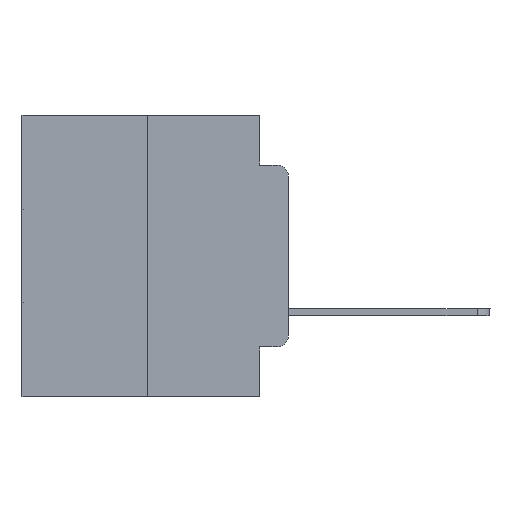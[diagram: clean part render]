
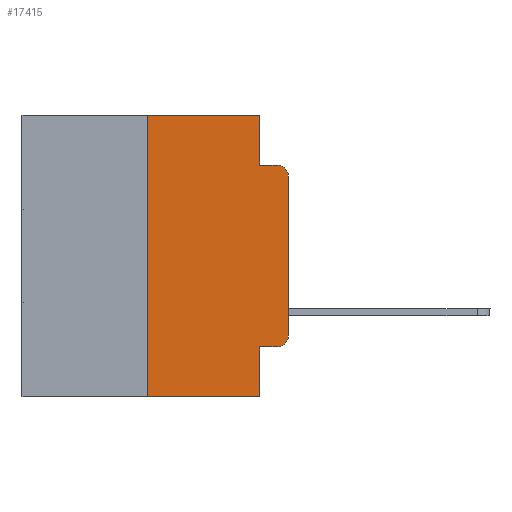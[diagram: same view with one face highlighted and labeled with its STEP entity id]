
A CAD part, left-side view. The second image highlights one B-rep face of the part: STEP entity #17415.
In plain terms, the highlighted planar face has unit normal (-1, 0, 0).
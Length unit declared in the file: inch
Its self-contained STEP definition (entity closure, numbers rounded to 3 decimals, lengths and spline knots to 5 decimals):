
#10 = EDGE_CURVE ( 'NONE', #3122, #16977, #24321, .T. ) ;
#111 = CARTESIAN_POINT ( 'NONE',  ( 0., 0.25, 0. ) ) ;
#579 = EDGE_CURVE ( 'NONE', #11451, #12007, #15119, .T. ) ;
#1039 = VECTOR ( 'NONE', #9337, 39.37008 ) ;
#1061 = CARTESIAN_POINT ( 'NONE',  ( 0., 0., -0.3915 ) ) ;
#1675 = CARTESIAN_POINT ( 'NONE',  ( 0., 0.473, 0. ) ) ;
#1918 = ORIENTED_EDGE ( 'NONE', *, *, #9451, .T. ) ;
#2709 = VECTOR ( 'NONE', #10586, 39.37008 ) ;
#2846 = CARTESIAN_POINT ( 'NONE',  ( 0., 0.02, -0.3915 ) ) ;
#3122 = VERTEX_POINT ( 'NONE', #5145 ) ;
#3366 = LINE ( 'NONE', #17111, #2709 ) ;
#3533 = CARTESIAN_POINT ( 'NONE',  ( 0., 0.25, 0. ) ) ;
#3793 = DIRECTION ( 'NONE',  ( 0., 0., -1. ) ) ;
#4400 = CARTESIAN_POINT ( 'NONE',  ( 0., 0.02, -0.0885 ) ) ;
#4492 = DIRECTION ( 'NONE',  ( 0., -1., 0. ) ) ;
#5145 = CARTESIAN_POINT ( 'NONE',  ( 0., 0.25, -0.5 ) ) ;
#5423 = EDGE_CURVE ( 'NONE', #3122, #12404, #3366, .T. ) ;
#6407 = CARTESIAN_POINT ( 'NONE',  ( 0., 0., -0.1085 ) ) ;
#6529 = FACE_OUTER_BOUND ( 'NONE', #9960, .T. ) ;
#6758 = DIRECTION ( 'NONE',  ( 0., -1., 0. ) ) ;
#6874 = CARTESIAN_POINT ( 'NONE',  ( 0., 0.02, -0.4115 ) ) ;
#7089 = AXIS2_PLACEMENT_3D ( 'NONE', #2846, #21854, #21501 ) ;
#7170 = EDGE_CURVE ( 'NONE', #24098, #12007, #15354, .T. ) ;
#7648 = DIRECTION ( 'NONE',  ( 0., 0., 1. ) ) ;
#7741 = VECTOR ( 'NONE', #11437, 39.37008 ) ;
#8464 = AXIS2_PLACEMENT_3D ( 'NONE', #1675, #16373, #3793 ) ;
#8484 = CARTESIAN_POINT ( 'NONE',  ( 0., 0.051, -0.5 ) ) ;
#8883 = DIRECTION ( 'NONE',  ( 0., -1., 0. ) ) ;
#8891 = ORIENTED_EDGE ( 'NONE', *, *, #5423, .T. ) ;
#9337 = DIRECTION ( 'NONE',  ( 0., 0., 1. ) ) ;
#9451 = EDGE_CURVE ( 'NONE', #17475, #25713, #10243, .T. ) ;
#9476 = VECTOR ( 'NONE', #4492, 39.37008 ) ;
#9919 = ORIENTED_EDGE ( 'NONE', *, *, #7170, .T. ) ;
#9960 = EDGE_LOOP ( 'NONE', ( #19618, #9919, #12122, #16318, #22588, #20144, #8891, #12430, #26347, #1918 ) ) ;
#10005 = VECTOR ( 'NONE', #18744, 39.37008 ) ;
#10243 = CIRCLE ( 'NONE', #7089, 0.02 ) ;
#10328 = CARTESIAN_POINT ( 'NONE',  ( 0., 0.051, 0. ) ) ;
#10477 = LINE ( 'NONE', #25495, #20359 ) ;
#10586 = DIRECTION ( 'NONE',  ( 0., -1., 0. ) ) ;
#10856 = VECTOR ( 'NONE', #8883, 39.37008 ) ;
#11437 = DIRECTION ( 'NONE',  ( 0., 0., -1. ) ) ;
#11451 = VERTEX_POINT ( 'NONE', #24528 ) ;
#11500 = DIRECTION ( 'NONE',  ( -1., 0., 0. ) ) ;
#12007 = VERTEX_POINT ( 'NONE', #4400 ) ;
#12122 = ORIENTED_EDGE ( 'NONE', *, *, #579, .F. ) ;
#12272 = VERTEX_POINT ( 'NONE', #10328 ) ;
#12404 = VERTEX_POINT ( 'NONE', #8484 ) ;
#12430 = ORIENTED_EDGE ( 'NONE', *, *, #12531, .F. ) ;
#12531 = EDGE_CURVE ( 'NONE', #17596, #12404, #21897, .T. ) ;
#13596 = CARTESIAN_POINT ( 'NONE',  ( 0., 0., 0. ) ) ;
#13791 = CARTESIAN_POINT ( 'NONE',  ( 0., 0.02, -0.1085 ) ) ;
#14323 = LINE ( 'NONE', #16624, #10005 ) ;
#15119 = LINE ( 'NONE', #25069, #9476 ) ;
#15354 = CIRCLE ( 'NONE', #19397, 0.02 ) ;
#16318 = ORIENTED_EDGE ( 'NONE', *, *, #25950, .F. ) ;
#16373 = DIRECTION ( 'NONE',  ( 1., 0., 0. ) ) ;
#16473 = EDGE_CURVE ( 'NONE', #17596, #17475, #23010, .T. ) ;
#16536 = EDGE_CURVE ( 'NONE', #25713, #24098, #16759, .T. ) ;
#16624 = CARTESIAN_POINT ( 'NONE',  ( 0., 0.051, 0. ) ) ;
#16759 = LINE ( 'NONE', #13596, #1039 ) ;
#16977 = VERTEX_POINT ( 'NONE', #111 ) ;
#17086 = EDGE_CURVE ( 'NONE', #16977, #12272, #10477, .T. ) ;
#17111 = CARTESIAN_POINT ( 'NONE',  ( 0., 0.473, -0.5 ) ) ;
#17415 = ADVANCED_FACE ( 'NONE', ( #6529 ), #24726, .F. ) ;
#17475 = VERTEX_POINT ( 'NONE', #6874 ) ;
#17596 = VERTEX_POINT ( 'NONE', #25432 ) ;
#17839 = DIRECTION ( 'NONE',  ( 0., 0., -1. ) ) ;
#18744 = DIRECTION ( 'NONE',  ( 0., 0., -1. ) ) ;
#19099 = VECTOR ( 'NONE', #7648, 39.37008 ) ;
#19397 = AXIS2_PLACEMENT_3D ( 'NONE', #13791, #11500, #17839 ) ;
#19618 = ORIENTED_EDGE ( 'NONE', *, *, #16536, .T. ) ;
#20144 = ORIENTED_EDGE ( 'NONE', *, *, #10, .F. ) ;
#20359 = VECTOR ( 'NONE', #6758, 39.37008 ) ;
#21501 = DIRECTION ( 'NONE',  ( 0., 0., -1. ) ) ;
#21591 = CARTESIAN_POINT ( 'NONE',  ( 0., 0.051, -0.4115 ) ) ;
#21854 = DIRECTION ( 'NONE',  ( -1., 0., 0. ) ) ;
#21897 = LINE ( 'NONE', #23635, #7741 ) ;
#22588 = ORIENTED_EDGE ( 'NONE', *, *, #17086, .F. ) ;
#23010 = LINE ( 'NONE', #21591, #10856 ) ;
#23635 = CARTESIAN_POINT ( 'NONE',  ( 0., 0.051, 0. ) ) ;
#24098 = VERTEX_POINT ( 'NONE', #6407 ) ;
#24321 = LINE ( 'NONE', #3533, #19099 ) ;
#24528 = CARTESIAN_POINT ( 'NONE',  ( 0., 0.051, -0.0885 ) ) ;
#24726 = PLANE ( 'NONE',  #8464 ) ;
#25069 = CARTESIAN_POINT ( 'NONE',  ( 0., 0.051, -0.0885 ) ) ;
#25432 = CARTESIAN_POINT ( 'NONE',  ( 0., 0.051, -0.4115 ) ) ;
#25495 = CARTESIAN_POINT ( 'NONE',  ( 0., 0.473, 0. ) ) ;
#25713 = VERTEX_POINT ( 'NONE', #1061 ) ;
#25950 = EDGE_CURVE ( 'NONE', #12272, #11451, #14323, .T. ) ;
#26347 = ORIENTED_EDGE ( 'NONE', *, *, #16473, .T. ) ;
